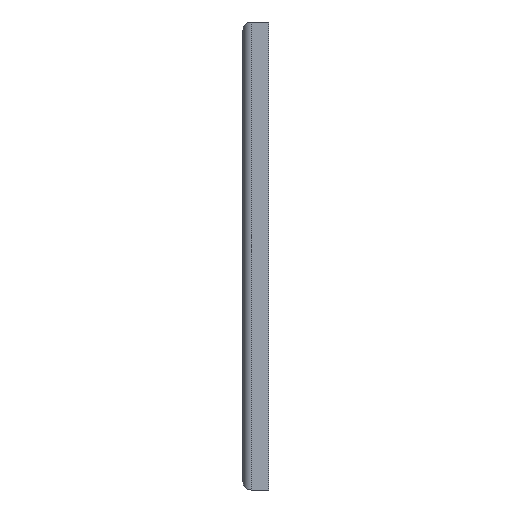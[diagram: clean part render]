
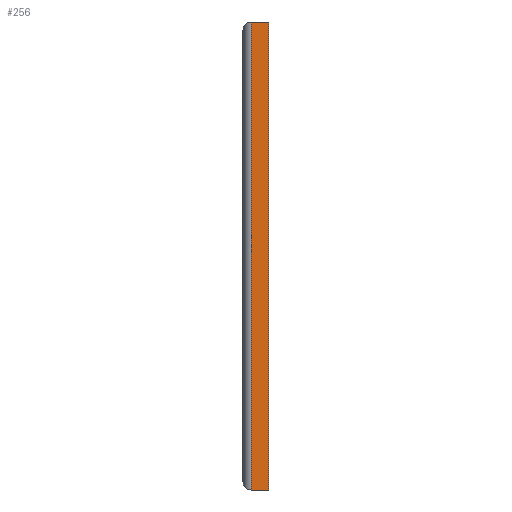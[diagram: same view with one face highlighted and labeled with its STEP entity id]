
A CAD part, left-side view. The second image highlights one B-rep face of the part: STEP entity #256.
In plain terms, the highlighted planar face has unit normal (-1, 0, 0).
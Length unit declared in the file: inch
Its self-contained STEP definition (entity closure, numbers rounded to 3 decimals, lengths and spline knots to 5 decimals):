
#31 = VECTOR ( 'NONE', #2318, 39.37008 ) ;
#156 = CARTESIAN_POINT ( 'NONE',  ( -9., 0.68189, 9. ) ) ;
#162 = CARTESIAN_POINT ( 'NONE',  ( -9., 1., 9. ) ) ;
#256 = ADVANCED_FACE ( 'NONE', ( #3716 ), #3083, .F. ) ;
#374 = LINE ( 'NONE', #3975, #31 ) ;
#383 = DIRECTION ( 'NONE',  ( 0., -1., 0. ) ) ;
#520 = ORIENTED_EDGE ( 'NONE', *, *, #1782, .F. ) ;
#522 = EDGE_LOOP ( 'NONE', ( #520, #1562, #3694, #759 ) ) ;
#759 = ORIENTED_EDGE ( 'NONE', *, *, #4114, .T. ) ;
#854 = DIRECTION ( 'NONE',  ( 1., 0., 0. ) ) ;
#875 = CARTESIAN_POINT ( 'NONE',  ( -9., 0., -9. ) ) ;
#1222 = VERTEX_POINT ( 'NONE', #3165 ) ;
#1293 = LINE ( 'NONE', #1663, #3593 ) ;
#1404 = CARTESIAN_POINT ( 'NONE',  ( -9., 0., 9. ) ) ;
#1525 = EDGE_CURVE ( 'NONE', #3363, #1222, #374, .T. ) ;
#1562 = ORIENTED_EDGE ( 'NONE', *, *, #1525, .T. ) ;
#1663 = CARTESIAN_POINT ( 'NONE',  ( -9., 1., -9. ) ) ;
#1732 = LINE ( 'NONE', #1404, #3873 ) ;
#1782 = EDGE_CURVE ( 'NONE', #3363, #2621, #1806, .T. ) ;
#1806 = LINE ( 'NONE', #162, #3877 ) ;
#2318 = DIRECTION ( 'NONE',  ( 0., 0., -1. ) ) ;
#2353 = CARTESIAN_POINT ( 'NONE',  ( -9., 0., 9. ) ) ;
#2546 = VERTEX_POINT ( 'NONE', #875 ) ;
#2621 = VERTEX_POINT ( 'NONE', #2353 ) ;
#2762 = DIRECTION ( 'NONE',  ( 0., -1., 0. ) ) ;
#3083 = PLANE ( 'NONE',  #3807 ) ;
#3087 = DIRECTION ( 'NONE',  ( 0., 0., 1. ) ) ;
#3131 = DIRECTION ( 'NONE',  ( 0., 0., -1. ) ) ;
#3165 = CARTESIAN_POINT ( 'NONE',  ( -9., 0.68189, -9. ) ) ;
#3363 = VERTEX_POINT ( 'NONE', #156 ) ;
#3548 = EDGE_CURVE ( 'NONE', #1222, #2546, #1293, .T. ) ;
#3593 = VECTOR ( 'NONE', #383, 39.37008 ) ;
#3694 = ORIENTED_EDGE ( 'NONE', *, *, #3548, .T. ) ;
#3716 = FACE_OUTER_BOUND ( 'NONE', #522, .T. ) ;
#3795 = CARTESIAN_POINT ( 'NONE',  ( -9., 1., 9. ) ) ;
#3807 = AXIS2_PLACEMENT_3D ( 'NONE', #3795, #854, #3131 ) ;
#3873 = VECTOR ( 'NONE', #3087, 39.37008 ) ;
#3877 = VECTOR ( 'NONE', #2762, 39.37008 ) ;
#3975 = CARTESIAN_POINT ( 'NONE',  ( -9., 0.68189, 9. ) ) ;
#4114 = EDGE_CURVE ( 'NONE', #2546, #2621, #1732, .T. ) ;
